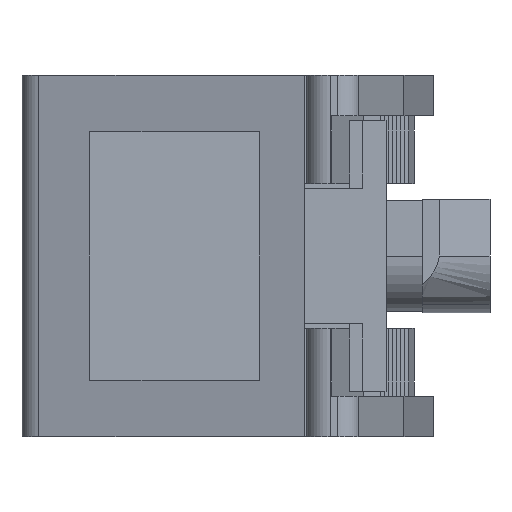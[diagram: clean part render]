
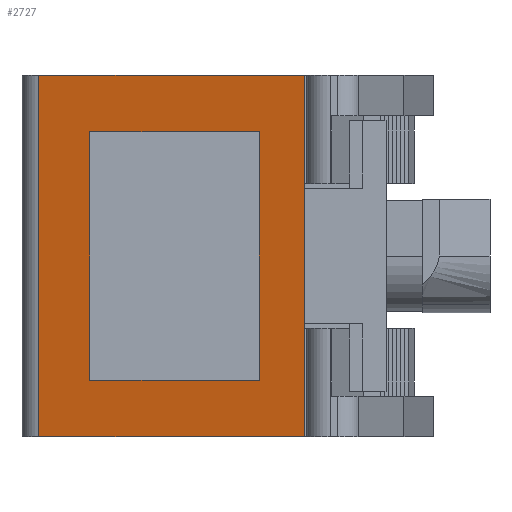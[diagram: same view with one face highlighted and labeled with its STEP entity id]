
A CAD part, left-side view. The second image highlights one B-rep face of the part: STEP entity #2727.
In plain terms, the highlighted planar face has unit normal (-0.966, 0.259, 0).
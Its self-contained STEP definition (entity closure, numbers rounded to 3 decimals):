
#616=ORIENTED_EDGE('',*,*,#1183,.T.);
#617=ORIENTED_EDGE('',*,*,#1184,.T.);
#618=ORIENTED_EDGE('',*,*,#1185,.T.);
#619=ORIENTED_EDGE('',*,*,#1186,.T.);
#620=ORIENTED_EDGE('',*,*,#1187,.T.);
#621=ORIENTED_EDGE('',*,*,#1180,.F.);
#622=ORIENTED_EDGE('',*,*,#1188,.F.);
#623=ORIENTED_EDGE('',*,*,#1189,.T.);
#1180=EDGE_CURVE('',#1493,#1494,#1794,.T.);
#1183=EDGE_CURVE('',#1496,#1497,#1797,.T.);
#1184=EDGE_CURVE('',#1497,#1498,#1798,.T.);
#1185=EDGE_CURVE('',#1498,#1499,#1799,.T.);
#1186=EDGE_CURVE('',#1499,#1496,#1800,.T.);
#1187=EDGE_CURVE('',#1500,#1494,#1801,.T.);
#1188=EDGE_CURVE('',#1501,#1493,#1802,.T.);
#1189=EDGE_CURVE('',#1501,#1500,#1803,.T.);
#1493=VERTEX_POINT('',#4348);
#1494=VERTEX_POINT('',#4350);
#1496=VERTEX_POINT('',#4356);
#1497=VERTEX_POINT('',#4357);
#1498=VERTEX_POINT('',#4359);
#1499=VERTEX_POINT('',#4361);
#1500=VERTEX_POINT('',#4364);
#1501=VERTEX_POINT('',#4366);
#1794=LINE('',#4349,#2136);
#1797=LINE('',#4355,#2139);
#1798=LINE('',#4358,#2140);
#1799=LINE('',#4360,#2141);
#1800=LINE('',#4362,#2142);
#1801=LINE('',#4363,#2143);
#1802=LINE('',#4365,#2144);
#1803=LINE('',#4367,#2145);
#2136=VECTOR('',#3483,1000.);
#2139=VECTOR('',#3488,1000.);
#2140=VECTOR('',#3489,1000.);
#2141=VECTOR('',#3490,1000.);
#2142=VECTOR('',#3491,1000.);
#2143=VECTOR('',#3492,1000.);
#2144=VECTOR('',#3493,1000.);
#2145=VECTOR('',#3494,1000.);
#2312=EDGE_LOOP('',(#616,#617,#618,#619));
#2313=EDGE_LOOP('',(#620,#621,#622,#623));
#2462=FACE_BOUND('',#2312,.T.);
#2463=FACE_BOUND('',#2313,.T.);
#2593=PLANE('',#2929);
#2727=ADVANCED_FACE('',(#2462,#2463),#2593,.F.);
#2929=AXIS2_PLACEMENT_3D('',#4354,#3486,#3487);
#3483=DIRECTION('',(0.,0.,-1.));
#3486=DIRECTION('',(0.966,-0.259,0.));
#3487=DIRECTION('',(0.259,0.966,0.));
#3488=DIRECTION('',(0.259,0.966,0.));
#3489=DIRECTION('',(0.,0.,1.));
#3490=DIRECTION('',(-0.259,-0.966,0.));
#3491=DIRECTION('',(0.,0.,-1.));
#3492=DIRECTION('',(-0.259,-0.966,0.));
#3493=DIRECTION('',(-0.259,-0.966,0.));
#3494=DIRECTION('',(0.,0.,-1.));
#4348=CARTESIAN_POINT('',(-10.,0.,8.));
#4349=CARTESIAN_POINT('',(-10.,0.,8.));
#4350=CARTESIAN_POINT('',(-10.,0.,-8.));
#4354=CARTESIAN_POINT('',(-6.846,11.759,8.));
#4355=CARTESIAN_POINT('',(-6.846,11.759,-5.5));
#4356=CARTESIAN_POINT('',(-9.464,2.,-5.5));
#4357=CARTESIAN_POINT('',(-7.452,9.5,-5.5));
#4358=CARTESIAN_POINT('',(-7.452,9.5,8.));
#4359=CARTESIAN_POINT('',(-7.452,9.5,5.5));
#4360=CARTESIAN_POINT('',(-6.846,11.759,5.5));
#4361=CARTESIAN_POINT('',(-9.464,2.,5.5));
#4362=CARTESIAN_POINT('',(-9.464,2.,8.));
#4363=CARTESIAN_POINT('',(-6.846,11.759,-8.));
#4364=CARTESIAN_POINT('',(-6.846,11.759,-8.));
#4365=CARTESIAN_POINT('',(-6.846,11.759,8.));
#4366=CARTESIAN_POINT('',(-6.846,11.759,8.));
#4367=CARTESIAN_POINT('',(-6.846,11.759,8.));
